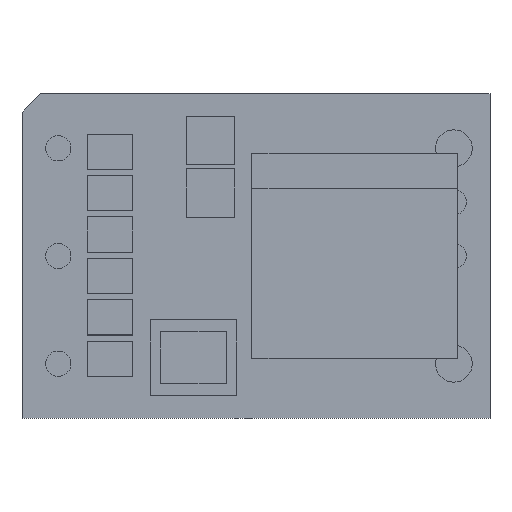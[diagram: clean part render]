
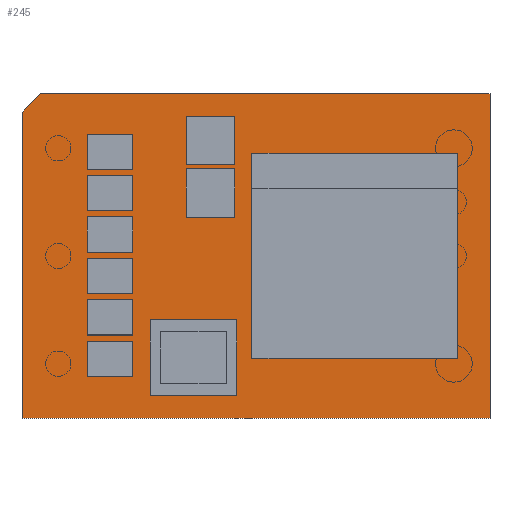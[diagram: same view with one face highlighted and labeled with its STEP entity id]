
A CAD part, top view. The second image highlights one B-rep face of the part: STEP entity #245.
In plain terms, the highlighted planar face has unit normal (0, 0, 1).
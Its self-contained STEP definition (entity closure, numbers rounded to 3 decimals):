
#80=CARTESIAN_POINT('',(16.5,11.45,3.95));
#81=VERTEX_POINT('',#80);
#88=CARTESIAN_POINT('',(16.5,-11.45,3.95));
#89=VERTEX_POINT('',#88);
#90=CARTESIAN_POINT('',(16.5,-11.45,3.95));
#91=DIRECTION('',(0.0,1.0,0.0));
#92=VECTOR('',#91,22.9);
#93=LINE('',#90,#92);
#94=EDGE_CURVE('',#89,#81,#93,.T.);
#119=CARTESIAN_POINT('',(-16.5,-11.45,3.95));
#120=VERTEX_POINT('',#119);
#121=CARTESIAN_POINT('',(-16.5,-11.45,3.95));
#122=DIRECTION('',(1.0,0.0,0.0));
#123=VECTOR('',#122,33.0);
#124=LINE('',#121,#123);
#125=EDGE_CURVE('',#120,#89,#124,.T.);
#150=CARTESIAN_POINT('',(-16.5,10.15,3.95));
#151=VERTEX_POINT('',#150);
#152=CARTESIAN_POINT('',(-16.5,10.15,3.95));
#153=DIRECTION('',(0.0,-1.0,0.0));
#154=VECTOR('',#153,21.6);
#155=LINE('',#152,#154);
#156=EDGE_CURVE('',#151,#120,#155,.T.);
#181=CARTESIAN_POINT('',(-15.2,11.45,3.95));
#182=VERTEX_POINT('',#181);
#183=CARTESIAN_POINT('',(-15.2,11.45,3.95));
#184=DIRECTION('',(-0.707,-0.707,0.0));
#185=VECTOR('',#184,1.838);
#186=LINE('',#183,#185);
#187=EDGE_CURVE('',#182,#151,#186,.T.);
#210=CARTESIAN_POINT('',(16.5,11.45,3.95));
#211=DIRECTION('',(-1.0,0.0,0.0));
#212=VECTOR('',#211,31.7);
#213=LINE('',#210,#212);
#214=EDGE_CURVE('',#81,#182,#213,.T.);
#233=CARTESIAN_POINT('',(0.116,-0.082,3.95));
#234=DIRECTION('',(0.0,0.0,1.0));
#235=DIRECTION('',(1.0,0.0,0.0));
#236=AXIS2_PLACEMENT_3D('',#233,#234,#235);
#237=PLANE('',#236);
#238=ORIENTED_EDGE('',*,*,#214,.T.);
#239=ORIENTED_EDGE('',*,*,#187,.T.);
#240=ORIENTED_EDGE('',*,*,#156,.T.);
#241=ORIENTED_EDGE('',*,*,#125,.T.);
#242=ORIENTED_EDGE('',*,*,#94,.T.);
#243=EDGE_LOOP('',(#238,#239,#240,#241,#242));
#244=FACE_OUTER_BOUND('',#243,.T.);
#245=ADVANCED_FACE('',(#244),#237,.T.);
